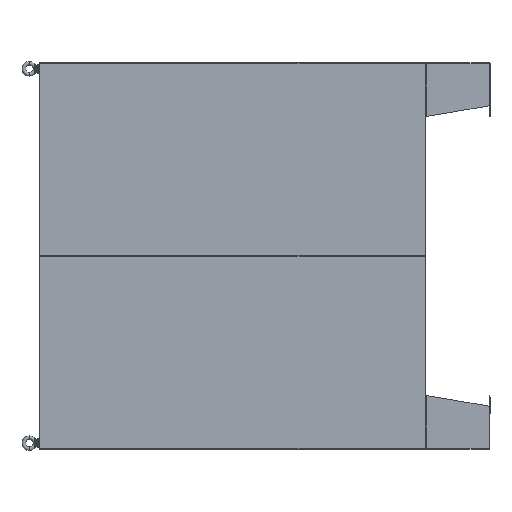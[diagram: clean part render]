
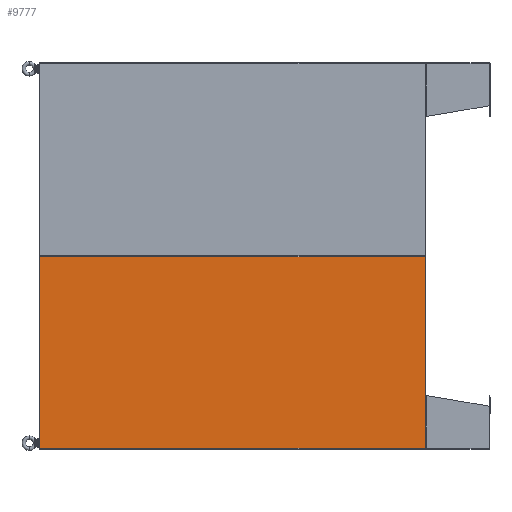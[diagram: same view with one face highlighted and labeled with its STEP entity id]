
A CAD part, left-side view. The second image highlights one B-rep face of the part: STEP entity #9777.
In plain terms, the highlighted face is planar.
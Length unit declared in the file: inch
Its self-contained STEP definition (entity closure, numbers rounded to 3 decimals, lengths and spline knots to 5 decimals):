
#942 = VERTEX_POINT ( 'NONE', #14035 ) ;
#9777 = ADVANCED_FACE ( 'NONE', ( #132602 ), #190285, .T. ) ;
#14035 = CARTESIAN_POINT ( 'NONE',  ( 0.143, 0.095, 35.9675 ) ) ;
#21814 = LINE ( 'NONE', #150194, #192994 ) ;
#25805 = CARTESIAN_POINT ( 'NONE',  ( 35.8885, 0.095, -35.9675 ) ) ;
#25921 = CARTESIAN_POINT ( 'NONE',  ( 0.143, 0.095, 0. ) ) ;
#27354 = LINE ( 'NONE', #25921, #209019 ) ;
#38285 = VERTEX_POINT ( 'NONE', #209896 ) ;
#42435 = EDGE_CURVE ( 'NONE', #180189, #104261, #57047, .T. ) ;
#47159 = EDGE_LOOP ( 'NONE', ( #153836, #79837, #124409, #92883 ) ) ;
#49463 = VECTOR ( 'NONE', #118762, 39.37008 ) ;
#57047 = LINE ( 'NONE', #83759, #62250 ) ;
#61206 = EDGE_CURVE ( 'NONE', #942, #38285, #186929, .T. ) ;
#62250 = VECTOR ( 'NONE', #149744, 39.37008 ) ;
#66389 = AXIS2_PLACEMENT_3D ( 'NONE', #123843, #106394, #72295 ) ;
#72295 = DIRECTION ( 'NONE',  ( -1., 0., 0. ) ) ;
#79837 = ORIENTED_EDGE ( 'NONE', *, *, #137982, .T. ) ;
#83759 = CARTESIAN_POINT ( 'NONE',  ( 36.0315, 0.095, -35.9675 ) ) ;
#92801 = DIRECTION ( 'NONE',  ( 0., 0., 1. ) ) ;
#92883 = ORIENTED_EDGE ( 'NONE', *, *, #191870, .T. ) ;
#104261 = VERTEX_POINT ( 'NONE', #166181 ) ;
#104931 = CARTESIAN_POINT ( 'NONE',  ( 36.0315, 0.095, 35.9675 ) ) ;
#106394 = DIRECTION ( 'NONE',  ( 0., 1., 0. ) ) ;
#118762 = DIRECTION ( 'NONE',  ( 1., 0., 0. ) ) ;
#123843 = CARTESIAN_POINT ( 'NONE',  ( 36.0315, 0.095, 0. ) ) ;
#124409 = ORIENTED_EDGE ( 'NONE', *, *, #42435, .T. ) ;
#132602 = FACE_OUTER_BOUND ( 'NONE', #47159, .T. ) ;
#137982 = EDGE_CURVE ( 'NONE', #38285, #180189, #21814, .T. ) ;
#149744 = DIRECTION ( 'NONE',  ( -1., 0., 0. ) ) ;
#150194 = CARTESIAN_POINT ( 'NONE',  ( 35.8885, 0.095, 0. ) ) ;
#153836 = ORIENTED_EDGE ( 'NONE', *, *, #61206, .T. ) ;
#166181 = CARTESIAN_POINT ( 'NONE',  ( 0.143, 0.095, -35.9675 ) ) ;
#180189 = VERTEX_POINT ( 'NONE', #25805 ) ;
#186929 = LINE ( 'NONE', #104931, #49463 ) ;
#190285 = PLANE ( 'NONE',  #66389 ) ;
#191870 = EDGE_CURVE ( 'NONE', #104261, #942, #27354, .T. ) ;
#192994 = VECTOR ( 'NONE', #200006, 39.37008 ) ;
#200006 = DIRECTION ( 'NONE',  ( 0., 0., -1. ) ) ;
#209019 = VECTOR ( 'NONE', #92801, 39.37008 ) ;
#209896 = CARTESIAN_POINT ( 'NONE',  ( 35.8885, 0.095, 35.9675 ) ) ;
